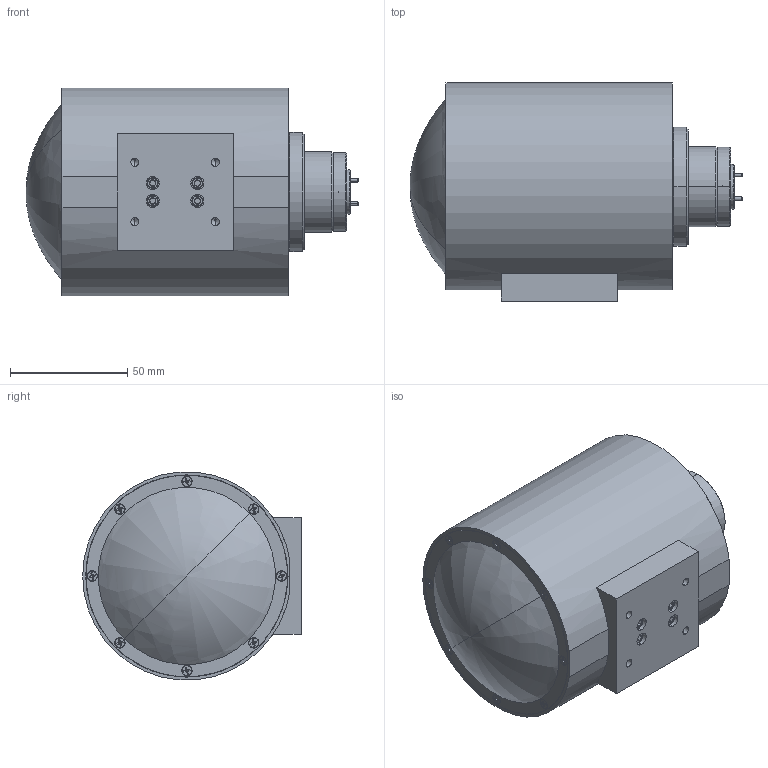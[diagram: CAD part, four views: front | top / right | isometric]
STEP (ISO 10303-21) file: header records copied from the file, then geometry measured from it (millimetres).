
FILE_DESCRIPTION (( 'STEP AP203' ), '1' );
FILE_NAME ('SAG-1441544002-059-S1, Defeatured.STEP', '2021-10-19T18:49:56', ( '' ), ( '' ), 'SwSTEP 2.0', 'SolidWorks 2021', '' );
FILE_SCHEMA (( 'CONFIG_CONTROL_DESIGN' ));
Length unit declared in the file: millimetre
Products named in the file (1): SAG-1441544002-059-S1, Defeatured
Bounding box: 141.72 x 93.3 x 88.65 mm (x, y, z)
Volume: 679389.1 mm3; surface area: 54014.7 mm2
Topology: 23 solids, 24 shells, 1243 faces, 2912 edges, 1771 vertices
Faces by surface type: plane 514, cylinder 371, cone 356, bspline 2
Entity records: 36633 total; most frequent: CARTESIAN_POINT 8879, DIRECTION 5872, ORIENTED_EDGE 5660, EDGE_CURVE 2830, AXIS2_PLACEMENT_3D 2326, VERTEX_POINT 1771, EDGE_LOOP 1381, ADVANCED_FACE 1243
